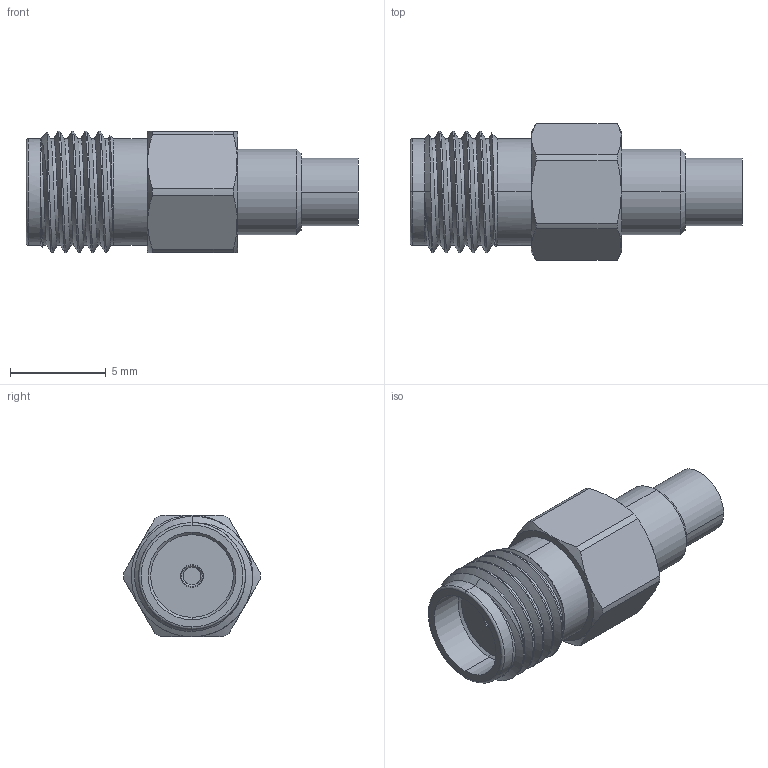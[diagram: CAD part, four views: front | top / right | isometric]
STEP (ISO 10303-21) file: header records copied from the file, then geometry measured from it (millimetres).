
FILE_DESCRIPTION (( 'STEP AP203' ), '1' );
FILE_NAME ('FMAD1307_3D.STEP', '2022-03-18T18:53:05', ( '' ), ( '' ), 'SwSTEP 2.0', 'SolidWorks 2021', '' );
FILE_SCHEMA (( 'CONFIG_CONTROL_DESIGN' ));
Length unit declared in the file: inch
Products named in the file (1): FMAD1307_3D
Bounding box: 17.35 x 7.14 x 6.35 mm (x, y, z)
Volume: 361.1 mm3; surface area: 469.8 mm2
Topology: 1 solids, 1 shells, 115 faces, 290 edges, 186 vertices
Faces by surface type: cylinder 42, plane 41, cone 27, bspline 3, torus 2
Entity records: 4706 total; most frequent: CARTESIAN_POINT 1932, ORIENTED_EDGE 580, DIRECTION 556, EDGE_CURVE 290, AXIS2_PLACEMENT_3D 221, VERTEX_POINT 186, EDGE_LOOP 124, ADVANCED_FACE 115
